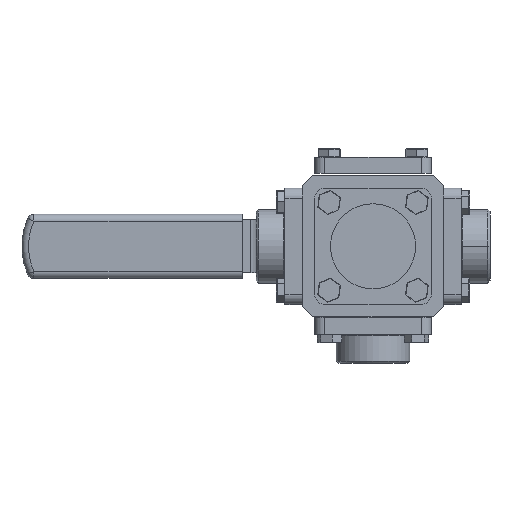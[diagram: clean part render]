
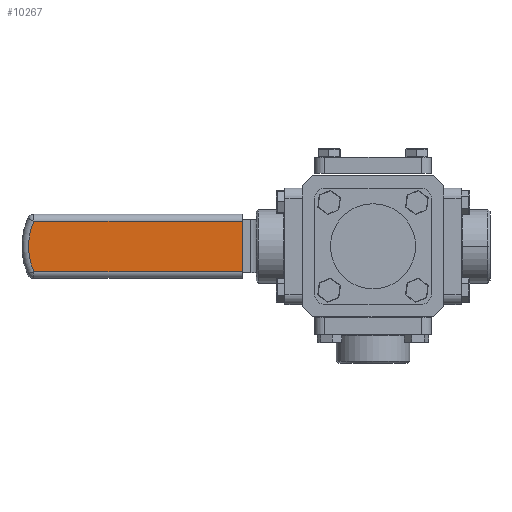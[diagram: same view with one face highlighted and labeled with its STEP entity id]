
A CAD part, front view. The second image highlights one B-rep face of the part: STEP entity #10267.
In plain terms, the highlighted planar face has unit normal (0, -1, 0).
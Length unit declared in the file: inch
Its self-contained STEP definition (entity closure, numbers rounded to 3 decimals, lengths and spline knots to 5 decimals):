
#49 = VERTEX_POINT ( 'NONE', #5454 ) ;
#479 = DIRECTION ( 'NONE',  ( 0., 0., -1. ) ) ;
#718 = ORIENTED_EDGE ( 'NONE', *, *, #17773, .F. ) ;
#1534 = LINE ( 'NONE', #16169, #21050 ) ;
#1903 = VECTOR ( 'NONE', #14837, 39.37008 ) ;
#2577 = CARTESIAN_POINT ( 'NONE',  ( -2.41823, 3.285, 0.4685 ) ) ;
#2599 = VECTOR ( 'NONE', #25909, 39.37008 ) ;
#5454 = CARTESIAN_POINT ( 'NONE',  ( -6.2771, 3.285, 0.4685 ) ) ;
#7832 = DIRECTION ( 'NONE',  ( 0., 1., 0. ) ) ;
#8152 = AXIS2_PLACEMENT_3D ( 'NONE', #24101, #21627, #479 ) ;
#8453 = CARTESIAN_POINT ( 'NONE',  ( -6.35594, 3.285, 0.4685 ) ) ;
#8626 = AXIS2_PLACEMENT_3D ( 'NONE', #27283, #7832, #16737 ) ;
#9422 = ORIENTED_EDGE ( 'NONE', *, *, #24470, .T. ) ;
#9910 = EDGE_CURVE ( 'NONE', #49, #22260, #20144, .T. ) ;
#10267 = ADVANCED_FACE ( 'NONE', ( #26869 ), #18661, .F. ) ;
#10930 = EDGE_LOOP ( 'NONE', ( #718, #25920, #24497, #9422 ) ) ;
#11349 = VERTEX_POINT ( 'NONE', #24197 ) ;
#14837 = DIRECTION ( 'NONE',  ( -1., 0., 0. ) ) ;
#16169 = CARTESIAN_POINT ( 'NONE',  ( -2.41823, 3.285, -0.5935 ) ) ;
#16737 = DIRECTION ( 'NONE',  ( 0., 0., -1. ) ) ;
#17043 = LINE ( 'NONE', #23297, #2599 ) ;
#17240 = CARTESIAN_POINT ( 'NONE',  ( -6.2771, 3.285, -0.4685 ) ) ;
#17773 = EDGE_CURVE ( 'NONE', #27037, #11349, #1534, .T. ) ;
#18661 = PLANE ( 'NONE',  #8626 ) ;
#18766 = EDGE_CURVE ( 'NONE', #27037, #49, #23601, .T. ) ;
#20144 = CIRCLE ( 'NONE', #8152, 1.1687 ) ;
#21050 = VECTOR ( 'NONE', #24626, 39.37008 ) ;
#21627 = DIRECTION ( 'NONE',  ( 0., -1., 0. ) ) ;
#22260 = VERTEX_POINT ( 'NONE', #17240 ) ;
#23297 = CARTESIAN_POINT ( 'NONE',  ( -2.41823, 3.285, -0.4685 ) ) ;
#23601 = LINE ( 'NONE', #8453, #1903 ) ;
#24101 = CARTESIAN_POINT ( 'NONE',  ( -5.20641, 3.285, 0. ) ) ;
#24197 = CARTESIAN_POINT ( 'NONE',  ( -2.41823, 3.285, -0.4685 ) ) ;
#24470 = EDGE_CURVE ( 'NONE', #22260, #11349, #17043, .T. ) ;
#24497 = ORIENTED_EDGE ( 'NONE', *, *, #9910, .T. ) ;
#24626 = DIRECTION ( 'NONE',  ( 0., 0., -1. ) ) ;
#25909 = DIRECTION ( 'NONE',  ( 1., 0., 0. ) ) ;
#25920 = ORIENTED_EDGE ( 'NONE', *, *, #18766, .T. ) ;
#26869 = FACE_OUTER_BOUND ( 'NONE', #10930, .T. ) ;
#27037 = VERTEX_POINT ( 'NONE', #2577 ) ;
#27283 = CARTESIAN_POINT ( 'NONE',  ( -5.20641, 3.285, 0. ) ) ;
